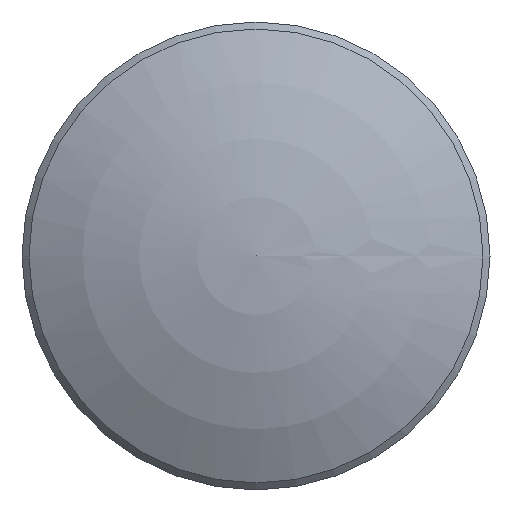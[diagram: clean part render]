
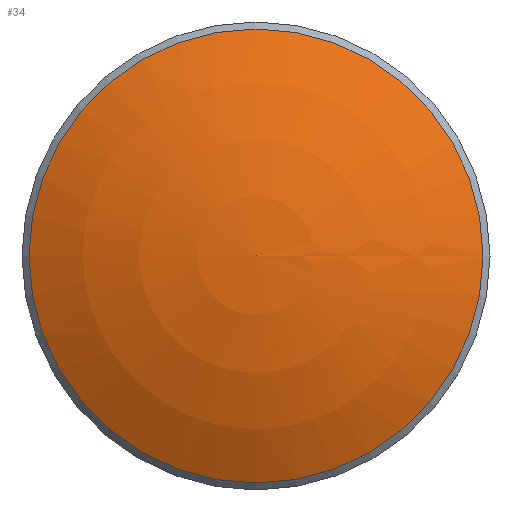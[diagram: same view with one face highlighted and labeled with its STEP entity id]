
A CAD part, top view. The second image highlights one B-rep face of the part: STEP entity #34.
In plain terms, the highlighted spherical face has radius 20.802 mm.
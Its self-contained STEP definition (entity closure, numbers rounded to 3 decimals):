
#34 = ADVANCED_FACE( '', ( #71 ), #72, .T. );
#71 = FACE_OUTER_BOUND( '', #116, .T. );
#72 = SPHERICAL_SURFACE( '', #117, 20.802 );
#116 = EDGE_LOOP( '', ( #155 ) );
#117 = AXIS2_PLACEMENT_3D( '', #156, #157, #158 );
#155 = ORIENTED_EDGE( '', *, *, #213, .T. );
#156 = CARTESIAN_POINT( '', ( 0., 0., -13.802 ) );
#157 = DIRECTION( '', ( 0., 0., 1. ) );
#158 = DIRECTION( '', ( 1., 0., 0. ) );
#213 = EDGE_CURVE( '', #232, #232, #233, .T. );
#232 = VERTEX_POINT( '', #260 );
#233 = CIRCLE( '', #261, 9.7 );
#260 = CARTESIAN_POINT( '', ( 9.7, 0., 4.6 ) );
#261 = AXIS2_PLACEMENT_3D( '', #287, #288, #289 );
#287 = CARTESIAN_POINT( '', ( 0., 0., 4.6 ) );
#288 = DIRECTION( '', ( 0., 0., 1. ) );
#289 = DIRECTION( '', ( 1., 0., 0. ) );
